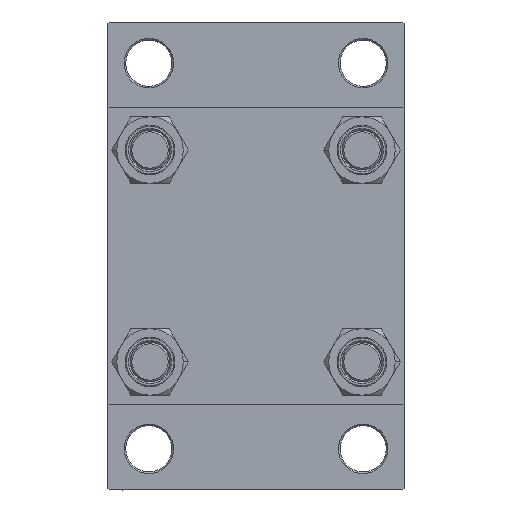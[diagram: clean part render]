
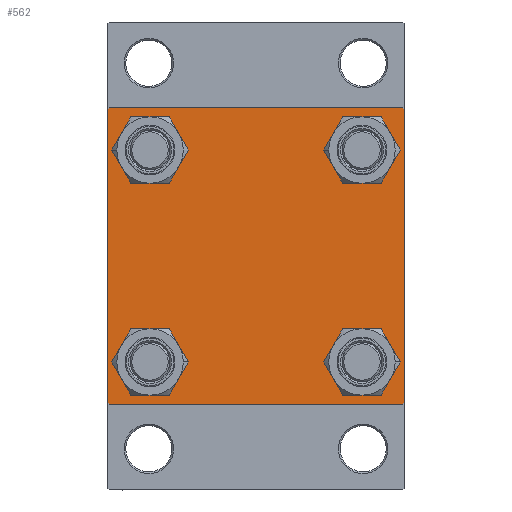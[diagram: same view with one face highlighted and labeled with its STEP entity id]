
A CAD part, left-side view. The second image highlights one B-rep face of the part: STEP entity #562.
In plain terms, the highlighted planar face has unit normal (-1, 0, 0).
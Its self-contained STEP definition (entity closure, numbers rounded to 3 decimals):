
#119 = AXIS2_PLACEMENT_3D ( 'NONE', #8827, #8106, #4974 ) ;
#562 = ADVANCED_FACE ( 'NONE', ( #44854, #29846, #8041, #41233, #18948 ), #44610, .T. ) ;
#1442 = EDGE_CURVE ( 'NONE', #6180, #1896, #17908, .T. ) ;
#1896 = VERTEX_POINT ( 'NONE', #37397 ) ;
#1898 = VERTEX_POINT ( 'NONE', #30616 ) ;
#2370 = EDGE_CURVE ( 'NONE', #17886, #35232, #11574, .T. ) ;
#2671 = CIRCLE ( 'NONE', #14227, 6.5 ) ;
#2924 = CARTESIAN_POINT ( 'NONE',  ( 0., 45., 45. ) ) ;
#3468 = DIRECTION ( 'NONE',  ( 0., 0., 1. ) ) ;
#3590 = CIRCLE ( 'NONE', #46109, 6.5 ) ;
#3654 = ORIENTED_EDGE ( 'NONE', *, *, #6327, .T. ) ;
#3897 = CARTESIAN_POINT ( 'NONE',  ( 0., -44.75, 44.75 ) ) ;
#4034 = ORIENTED_EDGE ( 'NONE', *, *, #20919, .T. ) ;
#4357 = DIRECTION ( 'NONE',  ( 0., -0.707, 0.707 ) ) ;
#4974 = DIRECTION ( 'NONE',  ( 0., 0., 1. ) ) ;
#5051 = EDGE_LOOP ( 'NONE', ( #42345, #29094 ) ) ;
#5249 = VERTEX_POINT ( 'NONE', #19071 ) ;
#5514 = EDGE_CURVE ( 'NONE', #17747, #11492, #27941, .T. ) ;
#5855 = ORIENTED_EDGE ( 'NONE', *, *, #34189, .T. ) ;
#6041 = ORIENTED_EDGE ( 'NONE', *, *, #10268, .F. ) ;
#6144 = CARTESIAN_POINT ( 'NONE',  ( 0., 32.15, -38.65 ) ) ;
#6180 = VERTEX_POINT ( 'NONE', #34581 ) ;
#6327 = EDGE_CURVE ( 'NONE', #35232, #17886, #9413, .T. ) ;
#6515 = CARTESIAN_POINT ( 'NONE',  ( 0., 44.75, 44.75 ) ) ;
#6954 = VERTEX_POINT ( 'NONE', #23601 ) ;
#7246 = ORIENTED_EDGE ( 'NONE', *, *, #32246, .T. ) ;
#8041 = FACE_BOUND ( 'NONE', #34999, .T. ) ;
#8087 = EDGE_CURVE ( 'NONE', #26289, #6954, #20303, .T. ) ;
#8106 = DIRECTION ( 'NONE',  ( 1., 0., 0. ) ) ;
#8827 = CARTESIAN_POINT ( 'NONE',  ( 0., -32.15, -32.15 ) ) ;
#9413 = CIRCLE ( 'NONE', #11760, 6.5 ) ;
#9803 = VERTEX_POINT ( 'NONE', #40651 ) ;
#10268 = EDGE_CURVE ( 'NONE', #9803, #1898, #42925, .T. ) ;
#10500 = DIRECTION ( 'NONE',  ( 0., 0., 1. ) ) ;
#11492 = VERTEX_POINT ( 'NONE', #25894 ) ;
#11543 = ORIENTED_EDGE ( 'NONE', *, *, #41408, .T. ) ;
#11574 = CIRCLE ( 'NONE', #23965, 6.5 ) ;
#11760 = AXIS2_PLACEMENT_3D ( 'NONE', #17821, #21215, #25340 ) ;
#11848 = CARTESIAN_POINT ( 'NONE',  ( 0., -45., -44.5 ) ) ;
#12165 = CARTESIAN_POINT ( 'NONE',  ( 0., 32.15, 32.15 ) ) ;
#12220 = VECTOR ( 'NONE', #4357, 1000. ) ;
#12539 = VECTOR ( 'NONE', #17719, 1000. ) ;
#13415 = CARTESIAN_POINT ( 'NONE',  ( 0., -32.15, 38.65 ) ) ;
#13782 = CARTESIAN_POINT ( 'NONE',  ( 0., 44.75, -44.75 ) ) ;
#14227 = AXIS2_PLACEMENT_3D ( 'NONE', #29731, #41365, #37981 ) ;
#14272 = DIRECTION ( 'NONE',  ( 0., 0., -1. ) ) ;
#14560 = VECTOR ( 'NONE', #25646, 1000. ) ;
#14736 = DIRECTION ( 'NONE',  ( 0., -0.707, -0.707 ) ) ;
#15675 = VERTEX_POINT ( 'NONE', #11848 ) ;
#16370 = LINE ( 'NONE', #16842, #46174 ) ;
#16842 = CARTESIAN_POINT ( 'NONE',  ( 0., -45., 45. ) ) ;
#16880 = CIRCLE ( 'NONE', #20758, 6.5 ) ;
#17079 = DIRECTION ( 'NONE',  ( 0., 0., -1. ) ) ;
#17554 = ORIENTED_EDGE ( 'NONE', *, *, #21744, .T. ) ;
#17596 = DIRECTION ( 'NONE',  ( 1., 0., 0. ) ) ;
#17698 = VERTEX_POINT ( 'NONE', #37441 ) ;
#17719 = DIRECTION ( 'NONE',  ( 0., -1., 0. ) ) ;
#17747 = VERTEX_POINT ( 'NONE', #34287 ) ;
#17821 = CARTESIAN_POINT ( 'NONE',  ( 0., 32.15, -32.15 ) ) ;
#17837 = DIRECTION ( 'NONE',  ( 0., 0., 1. ) ) ;
#17886 = VERTEX_POINT ( 'NONE', #6144 ) ;
#17908 = LINE ( 'NONE', #2924, #30130 ) ;
#18376 = LINE ( 'NONE', #6515, #14560 ) ;
#18396 = LINE ( 'NONE', #26642, #12220 ) ;
#18948 = FACE_OUTER_BOUND ( 'NONE', #22743, .T. ) ;
#19055 = ORIENTED_EDGE ( 'NONE', *, *, #8087, .T. ) ;
#19071 = CARTESIAN_POINT ( 'NONE',  ( 0., -32.15, 25.65 ) ) ;
#19129 = CARTESIAN_POINT ( 'NONE',  ( 0., 32.15, 32.15 ) ) ;
#19449 = AXIS2_PLACEMENT_3D ( 'NONE', #24932, #39232, #35838 ) ;
#20303 = CIRCLE ( 'NONE', #47370, 6.5 ) ;
#20758 = AXIS2_PLACEMENT_3D ( 'NONE', #19129, #33661, #25673 ) ;
#20856 = ORIENTED_EDGE ( 'NONE', *, *, #21645, .T. ) ;
#20919 = EDGE_CURVE ( 'NONE', #5249, #38423, #2671, .T. ) ;
#21215 = DIRECTION ( 'NONE',  ( 1., 0., 0. ) ) ;
#21230 = CARTESIAN_POINT ( 'NONE',  ( 0., 32.15, -32.15 ) ) ;
#21348 = CARTESIAN_POINT ( 'NONE',  ( 0., 45., 45. ) ) ;
#21645 = EDGE_CURVE ( 'NONE', #39294, #32880, #28368, .T. ) ;
#21661 = CARTESIAN_POINT ( 'NONE',  ( 0., -44.5, -45. ) ) ;
#21744 = EDGE_CURVE ( 'NONE', #17698, #1898, #40941, .T. ) ;
#21998 = VECTOR ( 'NONE', #22046, 1000. ) ;
#22046 = DIRECTION ( 'NONE',  ( 0., 0.707, 0.707 ) ) ;
#22743 = EDGE_LOOP ( 'NONE', ( #36377, #11543, #20856, #5855, #45064, #17554, #6041, #7246 ) ) ;
#23601 = CARTESIAN_POINT ( 'NONE',  ( 0., 32.15, 25.65 ) ) ;
#23965 = AXIS2_PLACEMENT_3D ( 'NONE', #21230, #17596, #17837 ) ;
#24867 = CIRCLE ( 'NONE', #19449, 6.5 ) ;
#24932 = CARTESIAN_POINT ( 'NONE',  ( 0., -32.15, -32.15 ) ) ;
#25044 = CARTESIAN_POINT ( 'NONE',  ( 0., 32.15, 38.65 ) ) ;
#25340 = DIRECTION ( 'NONE',  ( 0., 0., 1. ) ) ;
#25646 = DIRECTION ( 'NONE',  ( 0., 0.707, -0.707 ) ) ;
#25673 = DIRECTION ( 'NONE',  ( 0., 0., 1. ) ) ;
#25894 = CARTESIAN_POINT ( 'NONE',  ( 0., -32.15, -25.65 ) ) ;
#26289 = VERTEX_POINT ( 'NONE', #25044 ) ;
#26312 = EDGE_CURVE ( 'NONE', #38423, #5249, #3590, .T. ) ;
#26642 = CARTESIAN_POINT ( 'NONE',  ( 0., -44.75, -44.75 ) ) ;
#26959 = DIRECTION ( 'NONE',  ( 0., 0., 1. ) ) ;
#27884 = EDGE_CURVE ( 'NONE', #17698, #15675, #16370, .T. ) ;
#27941 = CIRCLE ( 'NONE', #119, 6.5 ) ;
#28368 = LINE ( 'NONE', #33196, #32840 ) ;
#29094 = ORIENTED_EDGE ( 'NONE', *, *, #5514, .T. ) ;
#29731 = CARTESIAN_POINT ( 'NONE',  ( 0., -32.15, 32.15 ) ) ;
#29846 = FACE_BOUND ( 'NONE', #5051, .T. ) ;
#30130 = VECTOR ( 'NONE', #14272, 1000. ) ;
#30616 = CARTESIAN_POINT ( 'NONE',  ( 0., -44.5, 45. ) ) ;
#30900 = AXIS2_PLACEMENT_3D ( 'NONE', #47532, #32768, #3468 ) ;
#31300 = DIRECTION ( 'NONE',  ( 1., 0., 0. ) ) ;
#32246 = EDGE_CURVE ( 'NONE', #9803, #6180, #18376, .T. ) ;
#32768 = DIRECTION ( 'NONE',  ( -1., 0., 0. ) ) ;
#32840 = VECTOR ( 'NONE', #43619, 1000. ) ;
#32880 = VERTEX_POINT ( 'NONE', #21661 ) ;
#33196 = CARTESIAN_POINT ( 'NONE',  ( 0., 45., -45. ) ) ;
#33661 = DIRECTION ( 'NONE',  ( 1., 0., 0. ) ) ;
#34189 = EDGE_CURVE ( 'NONE', #32880, #15675, #18396, .T. ) ;
#34287 = CARTESIAN_POINT ( 'NONE',  ( 0., -32.15, -38.65 ) ) ;
#34581 = CARTESIAN_POINT ( 'NONE',  ( 0., 45., 44.5 ) ) ;
#34592 = EDGE_LOOP ( 'NONE', ( #41470, #4034 ) ) ;
#34999 = EDGE_LOOP ( 'NONE', ( #3654, #39997 ) ) ;
#35232 = VERTEX_POINT ( 'NONE', #45571 ) ;
#35430 = EDGE_CURVE ( 'NONE', #6954, #26289, #16880, .T. ) ;
#35727 = CARTESIAN_POINT ( 'NONE',  ( 0., 44.5, -45. ) ) ;
#35838 = DIRECTION ( 'NONE',  ( 0., 0., 1. ) ) ;
#36192 = CARTESIAN_POINT ( 'NONE',  ( 0., -32.15, 32.15 ) ) ;
#36377 = ORIENTED_EDGE ( 'NONE', *, *, #1442, .T. ) ;
#37397 = CARTESIAN_POINT ( 'NONE',  ( 0., 45., -44.5 ) ) ;
#37441 = CARTESIAN_POINT ( 'NONE',  ( 0., -45., 44.5 ) ) ;
#37981 = DIRECTION ( 'NONE',  ( 0., 0., 1. ) ) ;
#38423 = VERTEX_POINT ( 'NONE', #13415 ) ;
#39232 = DIRECTION ( 'NONE',  ( 1., 0., 0. ) ) ;
#39294 = VERTEX_POINT ( 'NONE', #35727 ) ;
#39997 = ORIENTED_EDGE ( 'NONE', *, *, #2370, .T. ) ;
#40651 = CARTESIAN_POINT ( 'NONE',  ( 0., 44.5, 45. ) ) ;
#40941 = LINE ( 'NONE', #3897, #21998 ) ;
#41095 = VECTOR ( 'NONE', #14736, 1000. ) ;
#41233 = FACE_BOUND ( 'NONE', #43274, .T. ) ;
#41365 = DIRECTION ( 'NONE',  ( 1., 0., 0. ) ) ;
#41408 = EDGE_CURVE ( 'NONE', #1896, #39294, #43103, .T. ) ;
#41470 = ORIENTED_EDGE ( 'NONE', *, *, #26312, .T. ) ;
#42345 = ORIENTED_EDGE ( 'NONE', *, *, #45443, .T. ) ;
#42594 = ORIENTED_EDGE ( 'NONE', *, *, #35430, .T. ) ;
#42925 = LINE ( 'NONE', #21348, #12539 ) ;
#43103 = LINE ( 'NONE', #13782, #41095 ) ;
#43274 = EDGE_LOOP ( 'NONE', ( #19055, #42594 ) ) ;
#43619 = DIRECTION ( 'NONE',  ( 0., -1., 0. ) ) ;
#44610 = PLANE ( 'NONE',  #30900 ) ;
#44854 = FACE_BOUND ( 'NONE', #34592, .T. ) ;
#45064 = ORIENTED_EDGE ( 'NONE', *, *, #27884, .F. ) ;
#45443 = EDGE_CURVE ( 'NONE', #11492, #17747, #24867, .T. ) ;
#45571 = CARTESIAN_POINT ( 'NONE',  ( 0., 32.15, -25.65 ) ) ;
#46109 = AXIS2_PLACEMENT_3D ( 'NONE', #36192, #47324, #10500 ) ;
#46174 = VECTOR ( 'NONE', #17079, 1000. ) ;
#47324 = DIRECTION ( 'NONE',  ( 1., 0., 0. ) ) ;
#47370 = AXIS2_PLACEMENT_3D ( 'NONE', #12165, #31300, #26959 ) ;
#47532 = CARTESIAN_POINT ( 'NONE',  ( 0., 0., 0. ) ) ;
